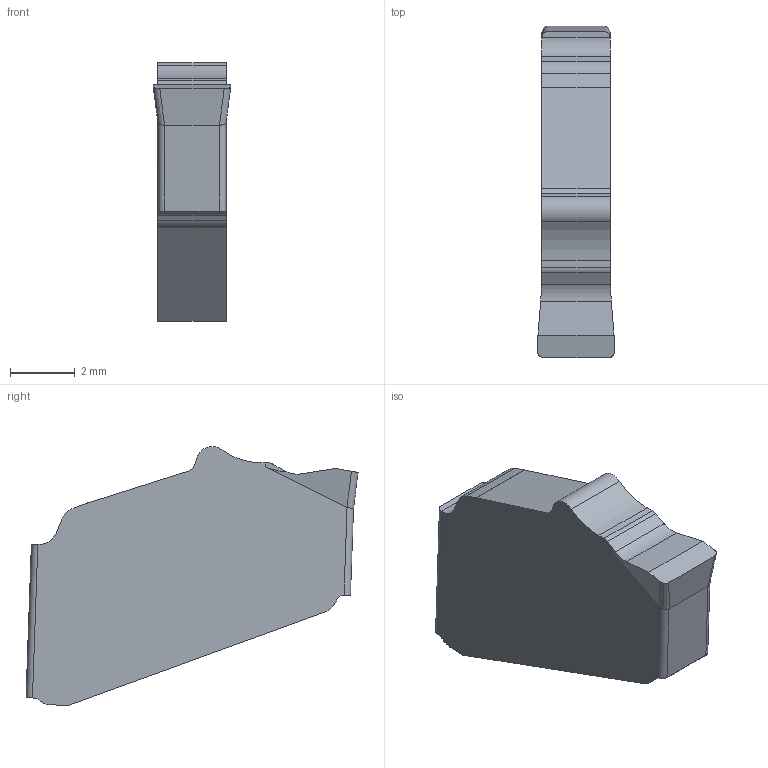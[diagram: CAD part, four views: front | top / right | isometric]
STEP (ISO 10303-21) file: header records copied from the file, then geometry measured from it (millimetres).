
FILE_DESCRIPTION(/* description */ (''),/* implementation_level */ '2;1');
FILE_NAME(/* name */ 'GW1M0239E020N-GM.stp',/* time_stamp */ '2021-08-05T09:34:41+09:00',/* author */ (''),/* organization */ (''),/* preprocessor_version */ 'ST-DEVELOPER v16',/* originating_system */ 'SIEMENS PLM Software NX 10.0',/* authorisation */ '');
FILE_SCHEMA (('AUTOMOTIVE_DESIGN { 1 0 10303 214 3 1 1 1 }'));
Length unit declared in the file: millimetre
Products named in the file (1): GW1M0239E020N-GM
Bounding box: 2.39 x 10.25 x 7.99 mm (x, y, z)
Volume: 114.8 mm3; surface area: 173.1 mm2
Topology: 1 solids, 1 shells, 42 faces, 160 edges, 164 vertices
Faces by surface type: plane 21, cylinder 18, extrusion 2, bspline 1
Entity records: 1957 total; most frequent: CARTESIAN_POINT 511, DIRECTION 258, ORIENTED_EDGE 236, EDGE_CURVE 118, AXIS2_PLACEMENT_3D 87, VECTOR 84, LINE 82, VERTEX_POINT 78
